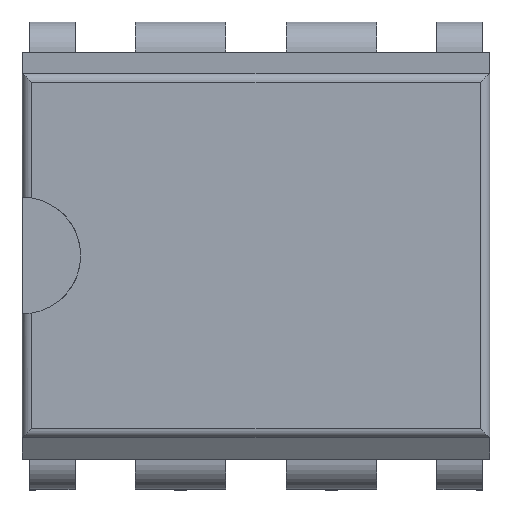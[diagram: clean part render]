
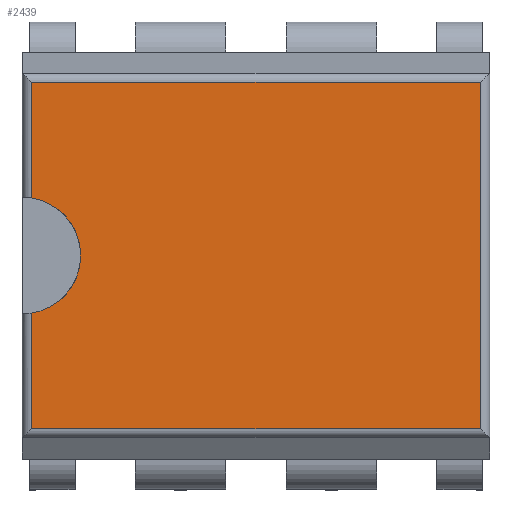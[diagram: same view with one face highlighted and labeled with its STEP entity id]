
A CAD part, top view. The second image highlights one B-rep face of the part: STEP entity #2439.
In plain terms, the highlighted planar face has unit normal (0, 0, 1).
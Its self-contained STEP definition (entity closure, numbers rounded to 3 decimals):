
#153=PLANE('',#2645);
#278=FACE_OUTER_BOUND('',#403,.T.);
#403=EDGE_LOOP('',(#2280,#2281,#2282,#2283,#2284,#2285));
#682=LINE('',#3964,#975);
#683=LINE('',#3970,#976);
#685=LINE('',#3976,#978);
#687=LINE('',#3986,#980);
#689=LINE('',#3992,#982);
#975=VECTOR('',#3237,10.);
#976=VECTOR('',#3244,10.);
#978=VECTOR('',#3250,10.);
#980=VECTOR('',#3260,10.);
#982=VECTOR('',#3266,10.);
#1024=CIRCLE('',#2641,0.984);
#1240=VERTEX_POINT('',#3952);
#1241=VERTEX_POINT('',#3963);
#1243=VERTEX_POINT('',#3969);
#1245=VERTEX_POINT('',#3975);
#1249=VERTEX_POINT('',#3985);
#1251=VERTEX_POINT('',#3991);
#1573=EDGE_CURVE('',#1240,#1241,#682,.T.);
#1576=EDGE_CURVE('',#1241,#1243,#683,.T.);
#1579=EDGE_CURVE('',#1243,#1245,#685,.T.);
#1584=EDGE_CURVE('',#1245,#1249,#687,.T.);
#1587=EDGE_CURVE('',#1249,#1251,#689,.T.);
#1598=EDGE_CURVE('',#1240,#1251,#1024,.T.);
#2280=ORIENTED_EDGE('',*,*,#1573,.F.);
#2281=ORIENTED_EDGE('',*,*,#1598,.T.);
#2282=ORIENTED_EDGE('',*,*,#1587,.F.);
#2283=ORIENTED_EDGE('',*,*,#1584,.F.);
#2284=ORIENTED_EDGE('',*,*,#1579,.F.);
#2285=ORIENTED_EDGE('',*,*,#1576,.F.);
#2439=ADVANCED_FACE('',(#278),#153,.T.);
#2641=AXIS2_PLACEMENT_3D('',#4019,#3286,#3287);
#2645=AXIS2_PLACEMENT_3D('',#4024,#3295,#3296);
#3237=DIRECTION('',(0.,1.,0.));
#3244=DIRECTION('',(1.,0.,0.));
#3250=DIRECTION('',(0.,-1.,0.));
#3260=DIRECTION('',(-1.,0.,0.));
#3266=DIRECTION('',(0.,1.,0.));
#3286=DIRECTION('center_axis',(0.,0.,-1.));
#3287=DIRECTION('ref_axis',(-1.,0.,0.));
#3295=DIRECTION('center_axis',(0.,0.,1.));
#3296=DIRECTION('ref_axis',(1.,0.,0.));
#3952=CARTESIAN_POINT('',(-3.78,0.972,3.883));
#3963=CARTESIAN_POINT('',(-3.78,2.916,3.883));
#3964=CARTESIAN_POINT('',(-3.78,1.715,3.883));
#3969=CARTESIAN_POINT('',(3.78,2.916,3.883));
#3970=CARTESIAN_POINT('',(-1.969,2.916,3.883));
#3975=CARTESIAN_POINT('',(3.78,-2.916,3.883));
#3976=CARTESIAN_POINT('',(3.78,-1.715,3.883));
#3985=CARTESIAN_POINT('',(-3.78,-2.916,3.883));
#3986=CARTESIAN_POINT('',(-1.969,-2.916,3.883));
#3991=CARTESIAN_POINT('',(-3.78,-0.972,3.883));
#3992=CARTESIAN_POINT('',(-3.78,1.715,3.883));
#4019=CARTESIAN_POINT('Origin',(-3.937,0.,3.883));
#4024=CARTESIAN_POINT('Origin',(0.,0.,
3.883));
